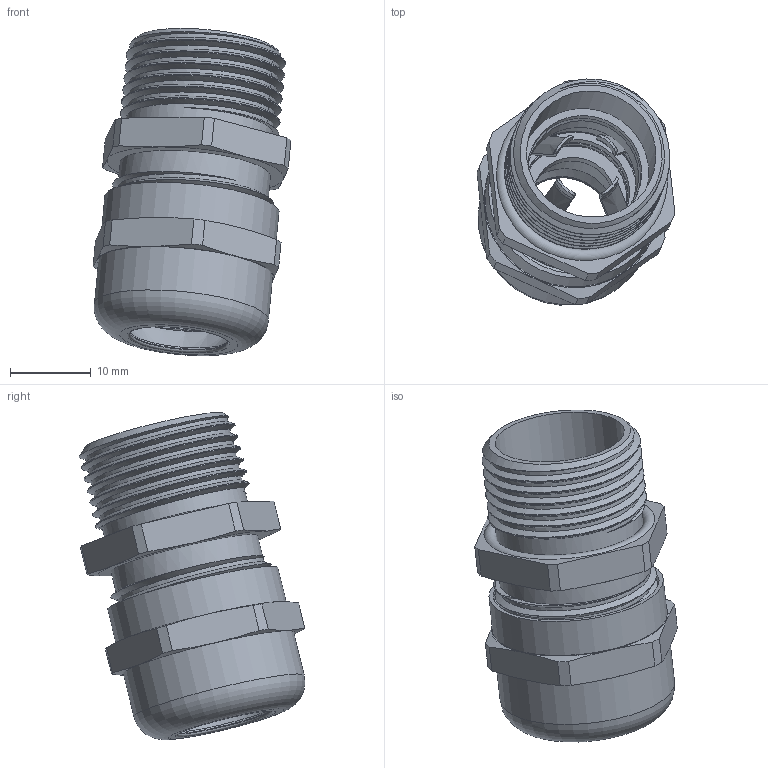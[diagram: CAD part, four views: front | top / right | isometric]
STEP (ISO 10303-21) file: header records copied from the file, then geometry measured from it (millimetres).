
FILE_DESCRIPTION(/* description */ ('Euro-Top-EMV 3/M M20x1,5'),/* implementation_level */ '2;1');
FILE_NAME(/* name */ '61484520-RST.stp',/* time_stamp */ '2020-02-07T12:20:14+01:00',/* author */ ('sl'),/* organization */ (''),/* preprocessor_version */ 'ST-DEVELOPER v16.5',/* originating_system */ 'Autodesk Inventor 2017',/* authorisation */ '');
FILE_SCHEMA (('AUTOMOTIVE_DESIGN { 1 0 10303 214 3 1 1 }'));
Length unit declared in the file: millimetre
Products named in the file (8): 61484520; 61084520; 61084520_1; 61084520_2; 61084520_3; 61084516; 61484520_1; 61084520_4
Assembly tree (7 placements, depth 2):
  61484520
    61084520
    61084520_1
    61084520_2
    61084520_3
    61084516
    61484520_1
    61084520_4
Bounding box: 24.54 x 27.97 x 40.56 mm (x, y, z)
Volume: 5538 mm3; surface area: 11774 mm2
Topology: 7 solids, 7 shells, 346 faces, 937 edges, 612 vertices
Faces by surface type: plane 145, cylinder 108, torus 39, cone 39, bspline 15
Full cylindrical faces by diameter (mm): 10.26 x1, 12.19 x1, 12.46 x1, 12.99 x1, 13.19 x2, 13.7 x1, 13.86 x1, 14.28 x1, 15.07 x1, 15.24 x1, 15.82 x1, 16 x1, 16.1 x1, 16.44 x1, 16.46 x1, 16.55 x1, 17.26 x2, 18.268 x7, 18.738 x3, 20.682 x7, 21.312 x1, 21.74 x2
Entity records: 14598 total; most frequent: CARTESIAN_POINT 6384, DIRECTION 1692, ORIENTED_EDGE 1680, EDGE_CURVE 840, AXIS2_PLACEMENT_3D 692, VERTEX_POINT 570, EDGE_LOOP 390, FACE_OUTER_BOUND 330
